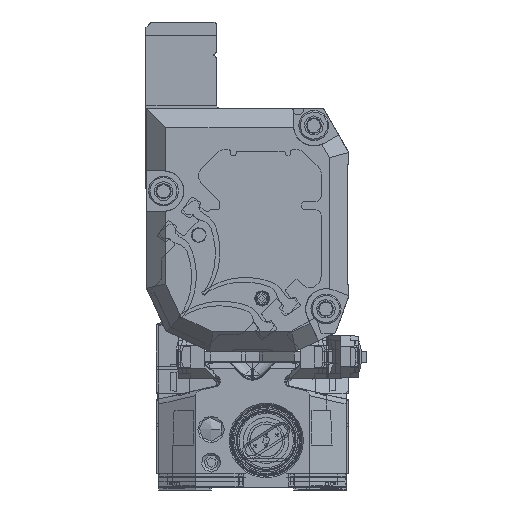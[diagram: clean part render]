
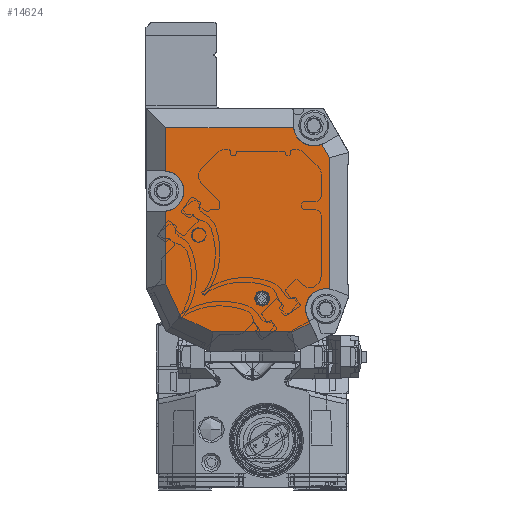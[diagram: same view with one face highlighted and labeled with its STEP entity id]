
A CAD part, front view. The second image highlights one B-rep face of the part: STEP entity #14624.
In plain terms, the highlighted planar face has unit normal (0, -1, 0).
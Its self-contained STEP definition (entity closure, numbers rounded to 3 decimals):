
#9412=FACE_BOUND('',#27846,.T.);
#9413=FACE_BOUND('',#27847,.T.);
#14624=ADVANCED_FACE('',(#9412,#9413),#17363,.F.);
#17363=PLANE('',#109672);
#27846=EDGE_LOOP('',(#56965,#56966,#56967,#56968,#56969,#56970,#56971,#56972,
#56973,#56974,#56975,#56976,#56977));
#27847=EDGE_LOOP('',(#56978));
#56965=ORIENTED_EDGE('',*,*,#81430,.T.);
#56966=ORIENTED_EDGE('',*,*,#81431,.T.);
#56967=ORIENTED_EDGE('',*,*,#81432,.T.);
#56968=ORIENTED_EDGE('',*,*,#81433,.T.);
#56969=ORIENTED_EDGE('',*,*,#81434,.T.);
#56970=ORIENTED_EDGE('',*,*,#81435,.T.);
#56971=ORIENTED_EDGE('',*,*,#81436,.T.);
#56972=ORIENTED_EDGE('',*,*,#81437,.T.);
#56973=ORIENTED_EDGE('',*,*,#81438,.T.);
#56974=ORIENTED_EDGE('',*,*,#81439,.T.);
#56975=ORIENTED_EDGE('',*,*,#81440,.T.);
#56976=ORIENTED_EDGE('',*,*,#81441,.T.);
#56977=ORIENTED_EDGE('',*,*,#81442,.T.);
#56978=ORIENTED_EDGE('',*,*,#81443,.T.);
#66824=VERTEX_POINT('',#189271);
#66825=VERTEX_POINT('',#189272);
#66826=VERTEX_POINT('',#189274);
#66827=VERTEX_POINT('',#189276);
#66828=VERTEX_POINT('',#189278);
#66829=VERTEX_POINT('',#189280);
#66830=VERTEX_POINT('',#189282);
#66831=VERTEX_POINT('',#189284);
#66832=VERTEX_POINT('',#189286);
#66833=VERTEX_POINT('',#189288);
#66834=VERTEX_POINT('',#189290);
#66835=VERTEX_POINT('',#189292);
#66836=VERTEX_POINT('',#189294);
#66837=VERTEX_POINT('',#189297);
#81430=EDGE_CURVE('',#66824,#66825,#100817,.T.);
#81431=EDGE_CURVE('',#66825,#66826,#89742,.T.);
#81432=EDGE_CURVE('',#66826,#66827,#89743,.T.);
#81433=EDGE_CURVE('',#66827,#66828,#100818,.T.);
#81434=EDGE_CURVE('',#66828,#66829,#89744,.T.);
#81435=EDGE_CURVE('',#66829,#66830,#89745,.T.);
#81436=EDGE_CURVE('',#66830,#66831,#100819,.T.);
#81437=EDGE_CURVE('',#66831,#66832,#89746,.T.);
#81438=EDGE_CURVE('',#66832,#66833,#89747,.T.);
#81439=EDGE_CURVE('',#66833,#66834,#89748,.T.);
#81440=EDGE_CURVE('',#66834,#66835,#89749,.T.);
#81441=EDGE_CURVE('',#66835,#66836,#89750,.T.);
#81442=EDGE_CURVE('',#66836,#66824,#89751,.T.);
#81443=EDGE_CURVE('',#66837,#66837,#100820,.T.);
#89742=LINE('',#189273,#98129);
#89743=LINE('',#189275,#98130);
#89744=LINE('',#189279,#98131);
#89745=LINE('',#189281,#98132);
#89746=LINE('',#189285,#98133);
#89747=LINE('',#189287,#98134);
#89748=LINE('',#189289,#98135);
#89749=LINE('',#189291,#98136);
#89750=LINE('',#189293,#98137);
#89751=LINE('',#189295,#98138);
#98129=VECTOR('',#135705,1.);
#98130=VECTOR('',#135706,1.);
#98131=VECTOR('',#135709,1.);
#98132=VECTOR('',#135710,1.);
#98133=VECTOR('',#135713,1.);
#98134=VECTOR('',#135714,1.);
#98135=VECTOR('',#135715,1.);
#98136=VECTOR('',#135716,1.);
#98137=VECTOR('',#135717,1.);
#98138=VECTOR('',#135718,1.);
#100817=CIRCLE('',#109668,3.7);
#100818=CIRCLE('',#109669,3.7);
#100819=CIRCLE('',#109670,3.7);
#100820=CIRCLE('',#109671,1.3);
#109668=AXIS2_PLACEMENT_3D('',#189270,#135703,#135704);
#109669=AXIS2_PLACEMENT_3D('',#189277,#135707,#135708);
#109670=AXIS2_PLACEMENT_3D('',#189283,#135711,#135712);
#109671=AXIS2_PLACEMENT_3D('',#189296,#135719,#135720);
#109672=AXIS2_PLACEMENT_3D('',#189298,#135721,#135722);
#135703=DIRECTION('',(0.,1.,0.));
#135704=DIRECTION('',(-1.,0.,0.));
#135705=DIRECTION('',(0.,0.,1.));
#135706=DIRECTION('',(-0.5,0.,0.866));
#135707=DIRECTION('',(0.,1.,0.));
#135708=DIRECTION('',(-1.,0.,0.));
#135709=DIRECTION('',(-1.,0.,0.));
#135710=DIRECTION('',(0.,0.,-1.));
#135711=DIRECTION('',(0.,1.,0.));
#135712=DIRECTION('',(-1.,0.,0.));
#135713=DIRECTION('',(0.,0.,-1.));
#135714=DIRECTION('',(0.419,0.,-0.908));
#135715=DIRECTION('',(0.905,0.,-0.426));
#135716=DIRECTION('',(1.,0.,0.));
#135717=DIRECTION('',(0.905,0.,0.426));
#135718=DIRECTION('',(-0.426,0.,0.905));
#135719=DIRECTION('',(0.,1.,0.));
#135720=DIRECTION('',(0.,0.,1.));
#135721=DIRECTION('',(0.,1.,0.));
#135722=DIRECTION('',(0.,0.,1.));
#189270=CARTESIAN_POINT('',(32.85,-8.,-52.11));
#189271=CARTESIAN_POINT('',(29.503,-8.,-53.687));
#189272=CARTESIAN_POINT('',(33.5,-8.,-48.468));
#189273=CARTESIAN_POINT('',(33.5,-8.,-46.706));
#189274=CARTESIAN_POINT('',(33.5,-8.,-24.648));
#189275=CARTESIAN_POINT('',(44.864,-8.,-44.331));
#189276=CARTESIAN_POINT('',(32.096,-8.,-22.216));
#189277=CARTESIAN_POINT('',(30.65,-8.,-18.81));
#189278=CARTESIAN_POINT('',(26.972,-8.,-19.21));
#189279=CARTESIAN_POINT('',(40.75,-8.,-19.21));
#189280=CARTESIAN_POINT('',(3.75,-8.,-19.21));
#189281=CARTESIAN_POINT('',(3.75,-8.,-46.706));
#189282=CARTESIAN_POINT('',(3.75,-8.,-27.032));
#189283=CARTESIAN_POINT('',(3.35,-8.,-30.71));
#189284=CARTESIAN_POINT('',(3.75,-8.,-34.388));
#189285=CARTESIAN_POINT('',(3.75,-8.,-46.706));
#189286=CARTESIAN_POINT('',(3.75,-8.,-47.584));
#189287=CARTESIAN_POINT('',(9.912,-8.,-60.937));
#189288=CARTESIAN_POINT('',(6.493,-8.,-53.528));
#189289=CARTESIAN_POINT('',(31.901,-8.,-65.495));
#189290=CARTESIAN_POINT('',(12.378,-8.,-56.3));
#189291=CARTESIAN_POINT('',(40.75,-8.,-56.3));
#189292=CARTESIAN_POINT('',(26.622,-8.,-56.3));
#189293=CARTESIAN_POINT('',(41.883,-8.,-49.112));
#189294=CARTESIAN_POINT('',(29.987,-8.,-54.715));
#189295=CARTESIAN_POINT('',(31.478,-8.,-57.881));
#189296=CARTESIAN_POINT('',(21.25,-8.,-50.21));
#189297=CARTESIAN_POINT('',(21.25,-8.,-48.91));
#189298=CARTESIAN_POINT('',(40.75,-8.,-46.706));
